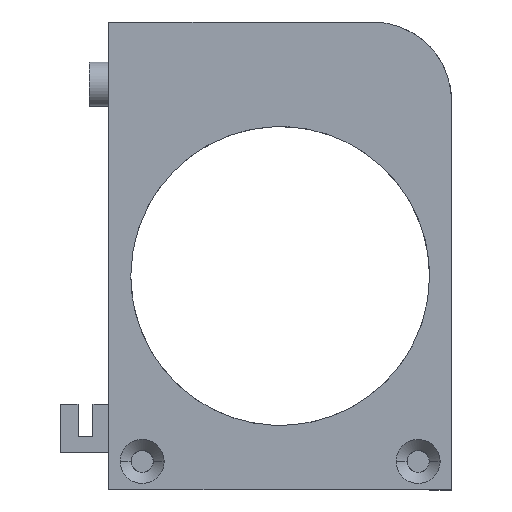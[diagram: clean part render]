
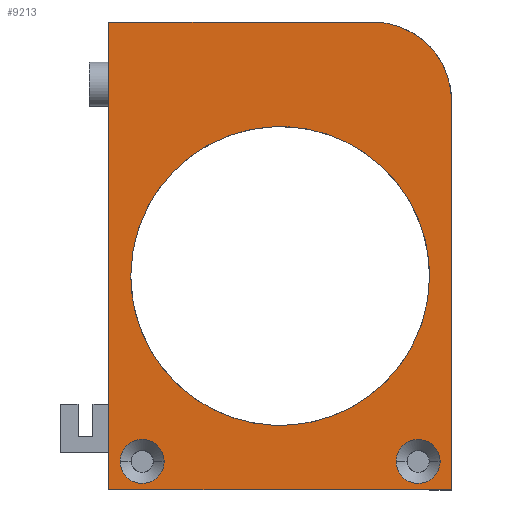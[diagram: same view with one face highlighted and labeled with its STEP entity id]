
A CAD part, top view. The second image highlights one B-rep face of the part: STEP entity #9213.
In plain terms, the highlighted free-form (B-spline) face has degree [1, 1] with [2, 2] control points.
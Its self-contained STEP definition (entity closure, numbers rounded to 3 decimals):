
#578 = VERTEX_POINT('',#579);
#579 = CARTESIAN_POINT('',(-17.215,-30.517,
    99.116));
#584 = EDGE_CURVE('',#585,#578,#587,.T.);
#585 = VERTEX_POINT('',#586);
#586 = CARTESIAN_POINT('',(-23.736,-30.517,
    99.116));
#587 = ( BOUNDED_CURVE() B_SPLINE_CURVE(2,(#588,#589,#590,#591,#592),
.UNSPECIFIED.,.F.,.F.) B_SPLINE_CURVE_WITH_KNOTS((3,2,3),(3.142,
4.712,6.283),.PIECEWISE_BEZIER_KNOTS.) CURVE() 
GEOMETRIC_REPRESENTATION_ITEM() RATIONAL_B_SPLINE_CURVE((1.,
0.707,1.,0.707,1.)) REPRESENTATION_ITEM('') );
#588 = CARTESIAN_POINT('',(-23.736,-30.517,
    99.116));
#589 = CARTESIAN_POINT('',(-23.736,-33.778,
    99.116));
#590 = CARTESIAN_POINT('',(-20.475,-33.778,
    99.116));
#591 = CARTESIAN_POINT('',(-17.215,-33.778,
    99.116));
#592 = CARTESIAN_POINT('',(-17.215,-30.517,
    99.116));
#626 = VERTEX_POINT('',#627);
#627 = CARTESIAN_POINT('',(23.736,-30.517,
    99.116));
#632 = EDGE_CURVE('',#633,#626,#635,.T.);
#633 = VERTEX_POINT('',#634);
#634 = CARTESIAN_POINT('',(17.215,-30.517,
    99.116));
#635 = ( BOUNDED_CURVE() B_SPLINE_CURVE(2,(#636,#637,#638,#639,#640),
.UNSPECIFIED.,.F.,.F.) B_SPLINE_CURVE_WITH_KNOTS((3,2,3),(3.142,
4.712,6.283),.PIECEWISE_BEZIER_KNOTS.) CURVE() 
GEOMETRIC_REPRESENTATION_ITEM() RATIONAL_B_SPLINE_CURVE((1.,
0.707,1.,0.707,1.)) REPRESENTATION_ITEM('') );
#636 = CARTESIAN_POINT('',(17.215,-30.517,
    99.116));
#637 = CARTESIAN_POINT('',(17.215,-33.778,
    99.116));
#638 = CARTESIAN_POINT('',(20.475,-33.778,
    99.116));
#639 = CARTESIAN_POINT('',(23.736,-33.778,
    99.116));
#640 = CARTESIAN_POINT('',(23.736,-30.517,
    99.116));
#1488 = VERTEX_POINT('',#1489);
#1489 = CARTESIAN_POINT('',(-22.171,-3.,
    99.116));
#1507 = VERTEX_POINT('',#1508);
#1508 = CARTESIAN_POINT('',(22.171,-3.,
    99.116));
#1513 = EDGE_CURVE('',#1507,#1488,#1514,.T.);
#1514 = ( BOUNDED_CURVE() B_SPLINE_CURVE(2,(#1515,#1516,#1517,#1518,
#1519),.UNSPECIFIED.,.F.,.F.) B_SPLINE_CURVE_WITH_KNOTS((3,2,3),(
    3.142,4.712,6.283),
.PIECEWISE_BEZIER_KNOTS.) CURVE() GEOMETRIC_REPRESENTATION_ITEM() 
RATIONAL_B_SPLINE_CURVE((1.,0.707,1.,0.707,1.)) 
REPRESENTATION_ITEM('') );
#1515 = CARTESIAN_POINT('',(22.171,-3.,
    99.116));
#1516 = CARTESIAN_POINT('',(22.171,-25.17,
    99.116));
#1517 = CARTESIAN_POINT('',(0.,-25.17,
    99.116));
#1518 = CARTESIAN_POINT('',(-22.171,-25.17,
    99.116));
#1519 = CARTESIAN_POINT('',(-22.171,-3.,
    99.116));
#7696 = EDGE_CURVE('',#1488,#1507,#7697,.T.);
#7697 = ( BOUNDED_CURVE() B_SPLINE_CURVE(2,(#7698,#7699,#7700,#7701,
#7702),.UNSPECIFIED.,.F.,.F.) B_SPLINE_CURVE_WITH_KNOTS((3,2,3),(0.,
1.571,3.142),.PIECEWISE_BEZIER_KNOTS.) CURVE() 
GEOMETRIC_REPRESENTATION_ITEM() RATIONAL_B_SPLINE_CURVE((1.,
0.707,1.,0.707,1.)) REPRESENTATION_ITEM('') );
#7698 = CARTESIAN_POINT('',(-22.171,-3.,
    99.116));
#7699 = CARTESIAN_POINT('',(-22.171,19.171,
    99.116));
#7700 = CARTESIAN_POINT('',(0.,19.171,
    99.116));
#7701 = CARTESIAN_POINT('',(22.171,19.171,
    99.116));
#7702 = CARTESIAN_POINT('',(22.171,-3.,
    99.116));
#7853 = VERTEX_POINT('',#7854);
#7854 = CARTESIAN_POINT('',(13.694,34.69,
    99.116));
#7859 = EDGE_CURVE('',#7860,#7853,#7862,.T.);
#7860 = VERTEX_POINT('',#7861);
#7861 = CARTESIAN_POINT('',(25.431,22.953,
    99.116));
#7862 = ( BOUNDED_CURVE() B_SPLINE_CURVE(2,(#7863,#7864,#7865),
.UNSPECIFIED.,.F.,.F.) B_SPLINE_CURVE_WITH_KNOTS((3,3),(0.,
1.571),.PIECEWISE_BEZIER_KNOTS.) CURVE() 
GEOMETRIC_REPRESENTATION_ITEM() RATIONAL_B_SPLINE_CURVE((1.,
0.707,1.)) REPRESENTATION_ITEM('') );
#7863 = CARTESIAN_POINT('',(25.431,22.953,
    99.116));
#7864 = CARTESIAN_POINT('',(25.431,34.69,
    99.116));
#7865 = CARTESIAN_POINT('',(13.694,34.69,
    99.116));
#8195 = VERTEX_POINT('',#8196);
#8196 = CARTESIAN_POINT('',(-25.431,34.69,
    99.116));
#8201 = EDGE_CURVE('',#7853,#8195,#8202,.T.);
#8202 = B_SPLINE_CURVE_WITH_KNOTS('',1,(#8203,#8204),.UNSPECIFIED.,.F.,
  .F.,(2,2),(-30.,-0.),.PIECEWISE_BEZIER_KNOTS.);
#8203 = CARTESIAN_POINT('',(13.694,34.69,
    99.116));
#8204 = CARTESIAN_POINT('',(-25.431,34.69,
    99.116));
#8394 = VERTEX_POINT('',#8395);
#8395 = CARTESIAN_POINT('',(-25.431,-34.69,
    99.116));
#8400 = EDGE_CURVE('',#8195,#8394,#8401,.T.);
#8401 = B_SPLINE_CURVE_WITH_KNOTS('',1,(#8402,#8403),.UNSPECIFIED.,.F.,
  .F.,(2,2),(0.,53.2),.PIECEWISE_BEZIER_KNOTS.);
#8402 = CARTESIAN_POINT('',(-25.431,34.69,
    99.116));
#8403 = CARTESIAN_POINT('',(-25.431,-34.69,
    99.116));
#8572 = VERTEX_POINT('',#8573);
#8573 = CARTESIAN_POINT('',(25.431,-34.69,
    99.116));
#8578 = EDGE_CURVE('',#8394,#8572,#8579,.T.);
#8579 = B_SPLINE_CURVE_WITH_KNOTS('',1,(#8580,#8581),.UNSPECIFIED.,.F.,
  .F.,(2,2),(0.,39.),.PIECEWISE_BEZIER_KNOTS.);
#8580 = CARTESIAN_POINT('',(-25.431,-34.69,
    99.116));
#8581 = CARTESIAN_POINT('',(25.431,-34.69,
    99.116));
#8758 = EDGE_CURVE('',#8572,#7860,#8759,.T.);
#8759 = B_SPLINE_CURVE_WITH_KNOTS('',1,(#8760,#8761),.UNSPECIFIED.,.F.,
  .F.,(2,2),(-44.2,0.),.PIECEWISE_BEZIER_KNOTS.);
#8760 = CARTESIAN_POINT('',(25.431,-34.69,
    99.116));
#8761 = CARTESIAN_POINT('',(25.431,22.953,
    99.116));
#9213 = ADVANCED_FACE('',(#9214,#9225,#9236,#9240),#9247,.T.);
#9214 = FACE_BOUND('',#9215,.T.);
#9215 = EDGE_LOOP('',(#9216,#9224));
#9216 = ORIENTED_EDGE('',*,*,#9217,.F.);
#9217 = EDGE_CURVE('',#578,#585,#9218,.T.);
#9218 = ( BOUNDED_CURVE() B_SPLINE_CURVE(2,(#9219,#9220,#9221,#9222,
#9223),.UNSPECIFIED.,.F.,.F.) B_SPLINE_CURVE_WITH_KNOTS((3,2,3),(0.,
1.571,3.142),.PIECEWISE_BEZIER_KNOTS.) CURVE() 
GEOMETRIC_REPRESENTATION_ITEM() RATIONAL_B_SPLINE_CURVE((1.,
0.707,1.,0.707,1.)) REPRESENTATION_ITEM('') );
#9219 = CARTESIAN_POINT('',(-17.215,-30.517,
    99.116));
#9220 = CARTESIAN_POINT('',(-17.215,-27.257,
    99.116));
#9221 = CARTESIAN_POINT('',(-20.475,-27.257,
    99.116));
#9222 = CARTESIAN_POINT('',(-23.736,-27.257,
    99.116));
#9223 = CARTESIAN_POINT('',(-23.736,-30.517,
    99.116));
#9224 = ORIENTED_EDGE('',*,*,#584,.F.);
#9225 = FACE_BOUND('',#9226,.T.);
#9226 = EDGE_LOOP('',(#9227,#9235));
#9227 = ORIENTED_EDGE('',*,*,#9228,.F.);
#9228 = EDGE_CURVE('',#626,#633,#9229,.T.);
#9229 = ( BOUNDED_CURVE() B_SPLINE_CURVE(2,(#9230,#9231,#9232,#9233,
#9234),.UNSPECIFIED.,.F.,.F.) B_SPLINE_CURVE_WITH_KNOTS((3,2,3),(0.,
1.571,3.142),.PIECEWISE_BEZIER_KNOTS.) CURVE() 
GEOMETRIC_REPRESENTATION_ITEM() RATIONAL_B_SPLINE_CURVE((1.,
0.707,1.,0.707,1.)) REPRESENTATION_ITEM('') );
#9230 = CARTESIAN_POINT('',(23.736,-30.517,
    99.116));
#9231 = CARTESIAN_POINT('',(23.736,-27.257,
    99.116));
#9232 = CARTESIAN_POINT('',(20.475,-27.257,
    99.116));
#9233 = CARTESIAN_POINT('',(17.215,-27.257,
    99.116));
#9234 = CARTESIAN_POINT('',(17.215,-30.517,
    99.116));
#9235 = ORIENTED_EDGE('',*,*,#632,.F.);
#9236 = FACE_BOUND('',#9237,.T.);
#9237 = EDGE_LOOP('',(#9238,#9239));
#9238 = ORIENTED_EDGE('',*,*,#7696,.T.);
#9239 = ORIENTED_EDGE('',*,*,#1513,.T.);
#9240 = FACE_BOUND('',#9241,.T.);
#9241 = EDGE_LOOP('',(#9242,#9243,#9244,#9245,#9246));
#9242 = ORIENTED_EDGE('',*,*,#8758,.T.);
#9243 = ORIENTED_EDGE('',*,*,#7859,.T.);
#9244 = ORIENTED_EDGE('',*,*,#8201,.T.);
#9245 = ORIENTED_EDGE('',*,*,#8400,.T.);
#9246 = ORIENTED_EDGE('',*,*,#8578,.T.);
#9247 = B_SPLINE_SURFACE_WITH_KNOTS('',1,1,(
    (#9248,#9249)
    ,(#9250,#9251
    )),.UNSPECIFIED.,.F.,.F.,.F.,(2,2),(2,2),(-30.,9.),(-44.2,9.),
  .PIECEWISE_BEZIER_KNOTS.);
#9248 = CARTESIAN_POINT('',(-25.431,-34.69,
    99.116));
#9249 = CARTESIAN_POINT('',(-25.431,34.69,
    99.116));
#9250 = CARTESIAN_POINT('',(25.431,-34.69,
    99.116));
#9251 = CARTESIAN_POINT('',(25.431,34.69,
    99.116));
